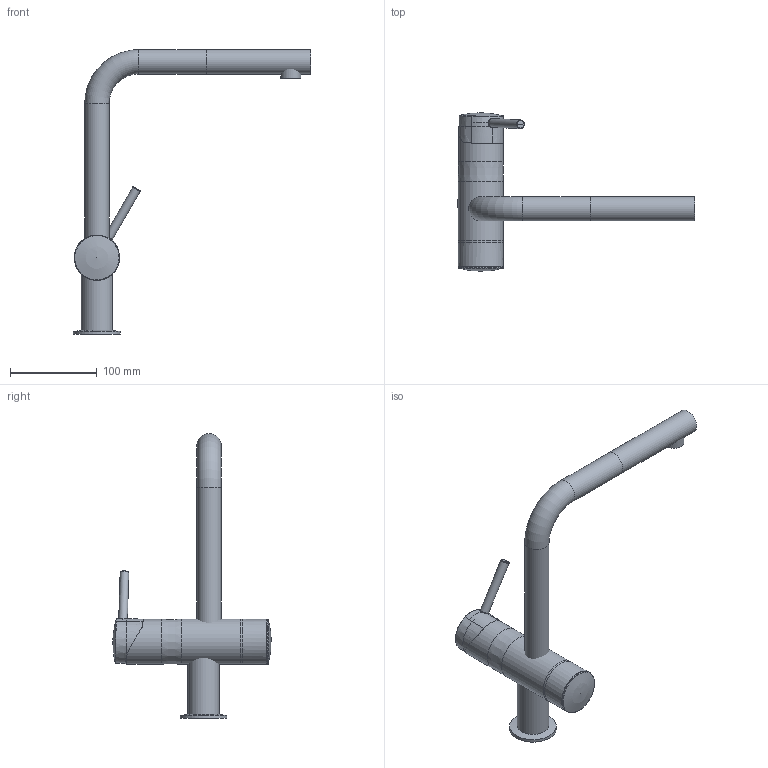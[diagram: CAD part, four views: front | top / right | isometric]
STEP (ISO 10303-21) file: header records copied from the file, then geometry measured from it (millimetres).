
FILE_DESCRIPTION(/* description */ ('Unknown'),/* implementation_level */ '2;1');
FILE_NAME(/* name */ '30382000',/* time_stamp */ '2022-09-01T05:42:05+02:00',/* author */ ('Unknown'),/* organization */ ('GROHE AG'),/* preprocessor_version */ 'ST-DEVELOPER v16.7',/* originating_system */ 'DEX',/* authorisation */ $);
FILE_SCHEMA (('AUTOMOTIVE_DESIGN {1 0 10303 214 3 1 1}'));
Length unit declared in the file: millimetre
Products named in the file (4): 30382000; id44; jp611810_HEBEL_LEVER_100004307
Assembly tree (3 placements, depth 2):
  30382000
    30382000
    id44
    jp611810_HEBEL_LEVER_100004307
Bounding box: 273 x 182.29 x 327.7 mm (x, y, z)
Volume: 73890.3 mm3; surface area: 92978.4 mm2
Topology: 1 solids, 7 shells, 48 faces, 142 edges, 97 vertices
Faces by surface type: bspline 16, cylinder 13, plane 10, cone 4, torus 3, sphere 2
Full cylindrical faces by diameter (mm): 10 x1, 23.15 x1, 28 x3, 32 x1, 36 x1, 44 x1, 51.593 x1, 52 x2, 54 x1
Entity records: 3264 total; most frequent: CARTESIAN_POINT 2146, ORIENTED_EDGE 179, DIRECTION 154, EDGE_CURVE 114, VERTEX_POINT 88, AXIS2_PLACEMENT_3D 71, B_SPLINE_CURVE_WITH_KNOTS 67, EDGE_LOOP 67
